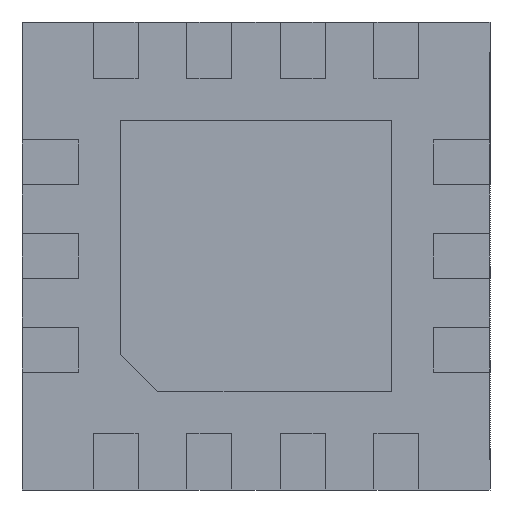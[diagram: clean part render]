
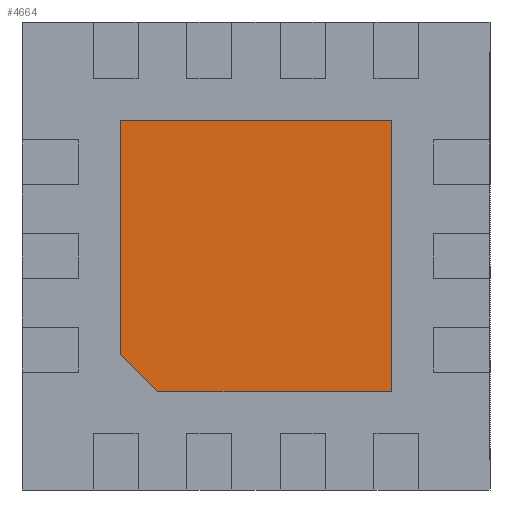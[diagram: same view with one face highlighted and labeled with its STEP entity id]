
A CAD part, front view. The second image highlights one B-rep face of the part: STEP entity #4664.
In plain terms, the highlighted planar face has unit normal (0, -1, 0).
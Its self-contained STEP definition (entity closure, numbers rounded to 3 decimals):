
#21 = LINE ( 'NONE', #2970, #3159 ) ;
#48 = PLANE ( 'NONE',  #542 ) ;
#57 = LINE ( 'NONE', #3783, #3397 ) ;
#65 = VECTOR ( 'NONE', #3740, 1000. ) ;
#143 = LINE ( 'NONE', #390, #65 ) ;
#267 = DIRECTION ( 'NONE',  ( 0., 0., 1. ) ) ;
#390 = CARTESIAN_POINT ( 'NONE',  ( -0.625, 0., -0.625 ) ) ;
#502 = CARTESIAN_POINT ( 'NONE',  ( -0.725, 0., 0.725 ) ) ;
#542 = AXIS2_PLACEMENT_3D ( 'NONE', #4617, #3867, #3389 ) ;
#625 = ORIENTED_EDGE ( 'NONE', *, *, #4591, .T. ) ;
#732 = ORIENTED_EDGE ( 'NONE', *, *, #1063, .T. ) ;
#816 = ORIENTED_EDGE ( 'NONE', *, *, #2724, .T. ) ;
#889 = CARTESIAN_POINT ( 'NONE',  ( 0.725, 0., -0.725 ) ) ;
#1063 = EDGE_CURVE ( 'NONE', #2827, #3306, #3193, .T. ) ;
#1187 = CARTESIAN_POINT ( 'NONE',  ( -0.525, 0., -0.725 ) ) ;
#1377 = EDGE_LOOP ( 'NONE', ( #625, #2437, #816, #732, #3915 ) ) ;
#1378 = EDGE_CURVE ( 'NONE', #3306, #2870, #57, .T. ) ;
#1381 = VERTEX_POINT ( 'NONE', #1514 ) ;
#1456 = CARTESIAN_POINT ( 'NONE',  ( 0.725, 0., -0.725 ) ) ;
#1514 = CARTESIAN_POINT ( 'NONE',  ( -0.725, 0., -0.525 ) ) ;
#1575 = FACE_OUTER_BOUND ( 'NONE', #1377, .T. ) ;
#1718 = LINE ( 'NONE', #1456, #3451 ) ;
#2208 = DIRECTION ( 'NONE',  ( -1., 0., 0. ) ) ;
#2369 = CARTESIAN_POINT ( 'NONE',  ( 0.725, 0., -0.725 ) ) ;
#2437 = ORIENTED_EDGE ( 'NONE', *, *, #2620, .T. ) ;
#2620 = EDGE_CURVE ( 'NONE', #1381, #3210, #143, .T. ) ;
#2671 = DIRECTION ( 'NONE',  ( 1., 0., 0. ) ) ;
#2724 = EDGE_CURVE ( 'NONE', #3210, #2827, #1718, .T. ) ;
#2827 = VERTEX_POINT ( 'NONE', #2369 ) ;
#2870 = VERTEX_POINT ( 'NONE', #502 ) ;
#2878 = CARTESIAN_POINT ( 'NONE',  ( 0.725, 0., 0.725 ) ) ;
#2970 = CARTESIAN_POINT ( 'NONE',  ( -0.725, 0., -0.725 ) ) ;
#3159 = VECTOR ( 'NONE', #4103, 1000. ) ;
#3193 = LINE ( 'NONE', #889, #4772 ) ;
#3210 = VERTEX_POINT ( 'NONE', #1187 ) ;
#3306 = VERTEX_POINT ( 'NONE', #2878 ) ;
#3389 = DIRECTION ( 'NONE',  ( 0., 0., -1. ) ) ;
#3397 = VECTOR ( 'NONE', #2208, 1000. ) ;
#3451 = VECTOR ( 'NONE', #2671, 1000. ) ;
#3740 = DIRECTION ( 'NONE',  ( 0.707, 0., -0.707 ) ) ;
#3783 = CARTESIAN_POINT ( 'NONE',  ( 0.725, 0., 0.725 ) ) ;
#3867 = DIRECTION ( 'NONE',  ( 0., -1., 0. ) ) ;
#3915 = ORIENTED_EDGE ( 'NONE', *, *, #1378, .T. ) ;
#4103 = DIRECTION ( 'NONE',  ( 0., 0., -1. ) ) ;
#4591 = EDGE_CURVE ( 'NONE', #2870, #1381, #21, .T. ) ;
#4617 = CARTESIAN_POINT ( 'NONE',  ( 0., 0., 0. ) ) ;
#4664 = ADVANCED_FACE ( 'NONE', ( #1575 ), #48, .T. ) ;
#4772 = VECTOR ( 'NONE', #267, 1000. ) ;
